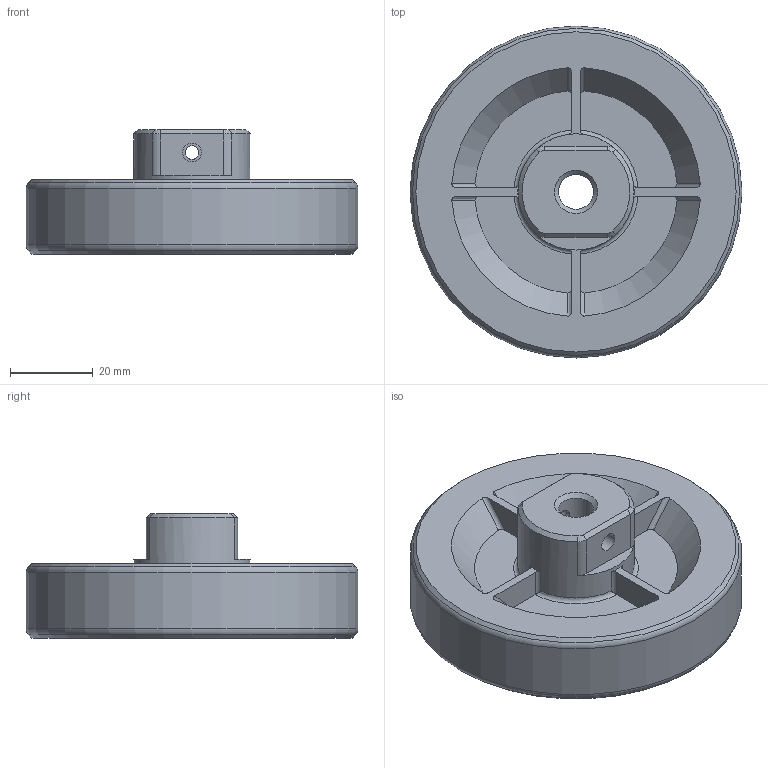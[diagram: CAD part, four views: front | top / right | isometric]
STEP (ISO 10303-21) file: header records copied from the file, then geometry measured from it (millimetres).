
FILE_DESCRIPTION(/* description */ (''),/* implementation_level */ '2;1');
FILE_NAME(/* name */ '[v] Handwheel Body x2_LDO.step',/* time_stamp */ '2024-02-23T06:50:53-05:00',/* author */ (''),/* organization */ (''),/* preprocessor_version */ 'ST-DEVELOPER v20',/* originating_system */ 'Autodesk Translation Framework v12.20.1.177',/* authorisation */ '');
FILE_SCHEMA (('AUTOMOTIVE_DESIGN { 1 0 10303 214 3 1 1 }'));
Length unit declared in the file: millimetre
Products named in the file (1): Plain
Bounding box: 80 x 80 x 30 mm (x, y, z)
Volume: 73209.1 mm3; surface area: 19427.5 mm2
Topology: 1 solids, 1 shells, 178 faces, 453 edges, 285 vertices
Faces by surface type: plane 68, cylinder 45, cone 43, bspline 16, torus 6
Full cylindrical faces by diameter (mm): 3.3 x2, 4.5 x1, 4.7 x1, 6.5 x1, 8.4 x1, 10 x1, 28 x1, 80 x1
Entity records: 6406 total; most frequent: CARTESIAN_POINT 2157, ORIENTED_EDGE 906, DIRECTION 844, EDGE_CURVE 453, AXIS2_PLACEMENT_3D 320, VERTEX_POINT 285, LINE 204, VECTOR 204
